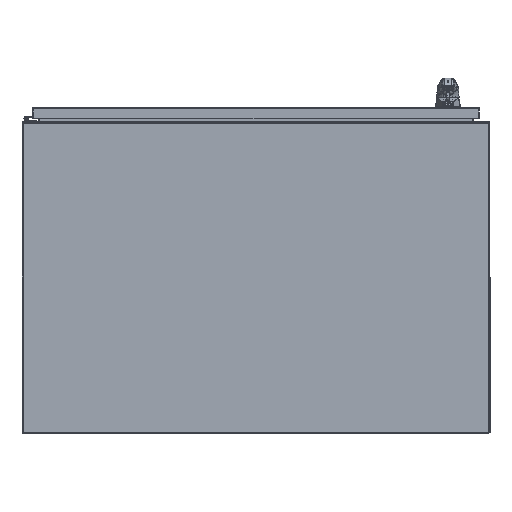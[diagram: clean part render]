
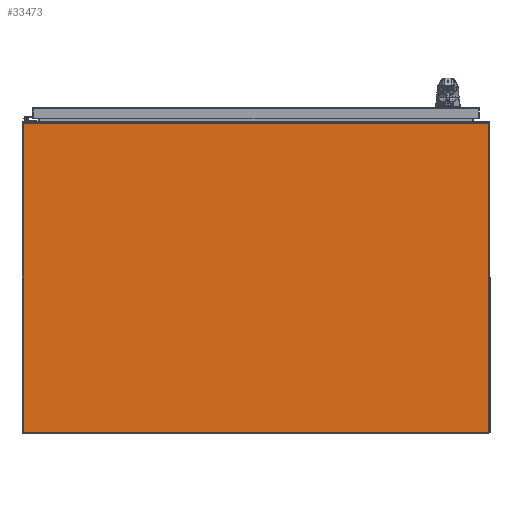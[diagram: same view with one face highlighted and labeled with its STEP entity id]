
A CAD part, front view. The second image highlights one B-rep face of the part: STEP entity #33473.
In plain terms, the highlighted face is planar.
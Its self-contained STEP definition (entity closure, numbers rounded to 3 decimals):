
#1706=PLANE($,#35723);
#2573=FACE_OUTER_BOUND($,#4708,.T.);
#4708=EDGE_LOOP($,(#22727,#22728,#22729,#22730));
#9109=LINE($,#50517,#11727);
#9115=LINE($,#50535,#11733);
#9118=LINE($,#50541,#11736);
#9119=LINE($,#50542,#11737);
#11727=VECTOR($,#40040,35.938);
#11733=VECTOR($,#40064,23.906);
#11736=VECTOR($,#40069,23.906);
#11737=VECTOR($,#40070,35.938);
#14271=VERTEX_POINT($,#50514);
#14272=VERTEX_POINT($,#50516);
#14275=VERTEX_POINT($,#50534);
#14277=VERTEX_POINT($,#50540);
#17447=EDGE_CURVE($,#14272,#14271,#9109,.T.);
#17456=EDGE_CURVE($,#14272,#14275,#9115,.T.);
#17459=EDGE_CURVE($,#14277,#14271,#9118,.T.);
#17460=EDGE_CURVE($,#14275,#14277,#9119,.T.);
#22727=ORIENTED_EDGE($,*,*,#17447,.T.);
#22728=ORIENTED_EDGE($,*,*,#17459,.F.);
#22729=ORIENTED_EDGE($,*,*,#17460,.F.);
#22730=ORIENTED_EDGE($,*,*,#17456,.F.);
#33473=ADVANCED_FACE($,(#2573),#1706,.T.);
#35723=AXIS2_PLACEMENT_3D($,#50539,#40067,#40068);
#40040=DIRECTION($,(1.,0.,0.));
#40064=DIRECTION($,(0.,1.,0.));
#40067=DIRECTION('center_axis',(0.,0.,1.));
#40068=DIRECTION('ref_axis',(1.,0.,0.));
#40069=DIRECTION($,(0.,-1.,0.));
#40070=DIRECTION($,(1.,0.,0.));
#50514=CARTESIAN_POINT('',(17.969,-11.891,0.094));
#50516=CARTESIAN_POINT('',(-17.969,-11.891,0.094));
#50517=CARTESIAN_POINT($,(-8.984,-11.891,0.094));
#50534=CARTESIAN_POINT('',(-17.969,12.016,0.094));
#50535=CARTESIAN_POINT($,(-17.969,-12.016,0.094));
#50539=CARTESIAN_POINT('Origin',(0.,0.,
0.094));
#50540=CARTESIAN_POINT('',(17.969,12.016,0.094));
#50541=CARTESIAN_POINT($,(17.969,12.016,0.094));
#50542=CARTESIAN_POINT($,(-17.969,12.016,0.094));
